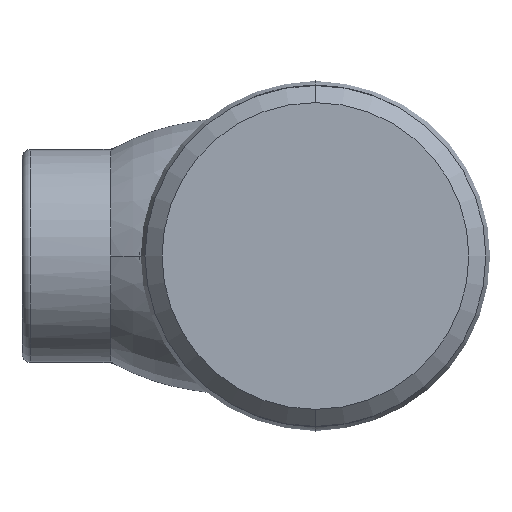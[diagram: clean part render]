
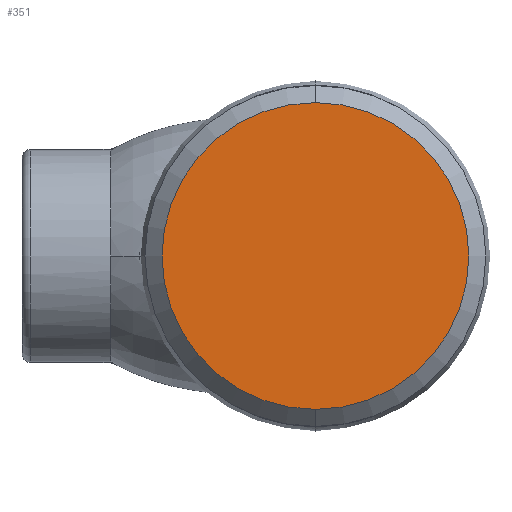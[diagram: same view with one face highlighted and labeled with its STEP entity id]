
A CAD part, left-side view. The second image highlights one B-rep face of the part: STEP entity #351.
In plain terms, the highlighted planar face has unit normal (-1, 0, 0).
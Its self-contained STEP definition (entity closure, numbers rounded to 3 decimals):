
#98 = CIRCLE ( 'NONE', #1215, 18. ) ;
#199 = ORIENTED_EDGE ( 'NONE', *, *, #1683, .T. ) ;
#252 = CARTESIAN_POINT ( 'NONE',  ( 0., 0., 0. ) ) ;
#256 = DIRECTION ( 'NONE',  ( 0., 0., -1. ) ) ;
#268 = CARTESIAN_POINT ( 'NONE',  ( 0., 0., 0. ) ) ;
#318 = CARTESIAN_POINT ( 'NONE',  ( 0., 0., -18. ) ) ;
#351 = ADVANCED_FACE ( 'NONE', ( #1433 ), #1931, .F. ) ;
#419 = DIRECTION ( 'NONE',  ( 0., 0., 1. ) ) ;
#433 = DIRECTION ( 'NONE',  ( 0., 0., 1. ) ) ;
#842 = CARTESIAN_POINT ( 'NONE',  ( 0., 18., 0. ) ) ;
#1215 = AXIS2_PLACEMENT_3D ( 'NONE', #252, #1516, #419 ) ;
#1324 = AXIS2_PLACEMENT_3D ( 'NONE', #268, #1539, #433 ) ;
#1401 = CIRCLE ( 'NONE', #1324, 18. ) ;
#1432 = VERTEX_POINT ( 'NONE', #2327 ) ;
#1433 = FACE_OUTER_BOUND ( 'NONE', #2152, .T. ) ;
#1447 = VERTEX_POINT ( 'NONE', #318 ) ;
#1507 = DIRECTION ( 'NONE',  ( 1., 0., 0. ) ) ;
#1516 = DIRECTION ( 'NONE',  ( -1., 0., 0. ) ) ;
#1539 = DIRECTION ( 'NONE',  ( -1., 0., 0. ) ) ;
#1683 = EDGE_CURVE ( 'NONE', #1432, #1447, #1401, .T. ) ;
#1931 = PLANE ( 'NONE',  #2343 ) ;
#1951 = EDGE_CURVE ( 'NONE', #1447, #1432, #98, .T. ) ;
#2147 = ORIENTED_EDGE ( 'NONE', *, *, #1951, .T. ) ;
#2152 = EDGE_LOOP ( 'NONE', ( #2147, #199 ) ) ;
#2327 = CARTESIAN_POINT ( 'NONE',  ( 0., 0., 18. ) ) ;
#2343 = AXIS2_PLACEMENT_3D ( 'NONE', #842, #1507, #256 ) ;
